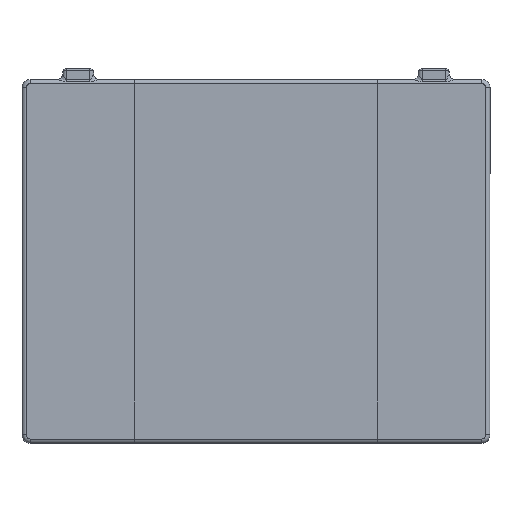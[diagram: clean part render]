
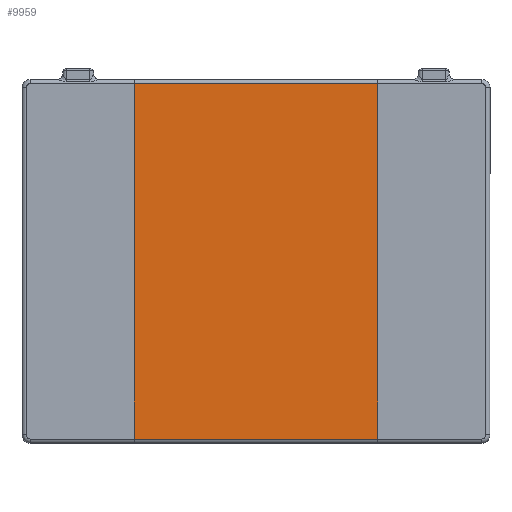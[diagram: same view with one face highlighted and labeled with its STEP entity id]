
A CAD part, front view. The second image highlights one B-rep face of the part: STEP entity #9959.
In plain terms, the highlighted planar face has unit normal (0, -1, 0).
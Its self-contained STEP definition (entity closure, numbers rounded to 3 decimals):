
#48 = CARTESIAN_POINT ( 'NONE',  ( 0., 0., 0. ) ) ;
#318 = VECTOR ( 'NONE', #6632, 1000. ) ;
#559 = CARTESIAN_POINT ( 'NONE',  ( -0.65, 0., 0.921 ) ) ;
#578 = VERTEX_POINT ( 'NONE', #4822 ) ;
#682 = CARTESIAN_POINT ( 'NONE',  ( 1.206, 0., 0.921 ) ) ;
#693 = CARTESIAN_POINT ( 'NONE',  ( 0.65, 0., 0.921 ) ) ;
#1219 = DIRECTION ( 'NONE',  ( -1., 0., 0. ) ) ;
#1331 = VECTOR ( 'NONE', #3179, 1000. ) ;
#1421 = EDGE_CURVE ( 'NONE', #11424, #578, #9834, .T. ) ;
#1947 = LINE ( 'NONE', #9508, #4583 ) ;
#2041 = EDGE_CURVE ( 'NONE', #7739, #578, #1947, .T. ) ;
#2733 = ORIENTED_EDGE ( 'NONE', *, *, #2041, .T. ) ;
#2772 = VERTEX_POINT ( 'NONE', #693 ) ;
#2808 = LINE ( 'NONE', #682, #318 ) ;
#3179 = DIRECTION ( 'NONE',  ( 0., 0., -1. ) ) ;
#3269 = EDGE_LOOP ( 'NONE', ( #5740, #2733, #4542, #4937 ) ) ;
#3303 = CARTESIAN_POINT ( 'NONE',  ( 0.65, 0., 0. ) ) ;
#3376 = LINE ( 'NONE', #3303, #1331 ) ;
#4542 = ORIENTED_EDGE ( 'NONE', *, *, #1421, .F. ) ;
#4583 = VECTOR ( 'NONE', #8449, 1000. ) ;
#4822 = CARTESIAN_POINT ( 'NONE',  ( -0.65, 0., -0.978 ) ) ;
#4937 = ORIENTED_EDGE ( 'NONE', *, *, #5882, .F. ) ;
#5330 = FACE_OUTER_BOUND ( 'NONE', #3269, .T. ) ;
#5740 = ORIENTED_EDGE ( 'NONE', *, *, #10301, .F. ) ;
#5882 = EDGE_CURVE ( 'NONE', #2772, #11424, #3376, .T. ) ;
#6252 = CARTESIAN_POINT ( 'NONE',  ( 0.65, 0., -0.978 ) ) ;
#6632 = DIRECTION ( 'NONE',  ( 1., 0., 0. ) ) ;
#7739 = VERTEX_POINT ( 'NONE', #559 ) ;
#8449 = DIRECTION ( 'NONE',  ( 0., 0., -1. ) ) ;
#9004 = DIRECTION ( 'NONE',  ( 0., 0., -1. ) ) ;
#9094 = PLANE ( 'NONE',  #11837 ) ;
#9508 = CARTESIAN_POINT ( 'NONE',  ( -0.65, 0., 0. ) ) ;
#9834 = LINE ( 'NONE', #11301, #12503 ) ;
#9959 = ADVANCED_FACE ( 'NONE', ( #5330 ), #9094, .F. ) ;
#10301 = EDGE_CURVE ( 'NONE', #7739, #2772, #2808, .T. ) ;
#11301 = CARTESIAN_POINT ( 'NONE',  ( -1.206, 0., -0.978 ) ) ;
#11424 = VERTEX_POINT ( 'NONE', #6252 ) ;
#11837 = AXIS2_PLACEMENT_3D ( 'NONE', #48, #12050, #9004 ) ;
#12050 = DIRECTION ( 'NONE',  ( 0., 1., 0. ) ) ;
#12503 = VECTOR ( 'NONE', #1219, 1000. ) ;
